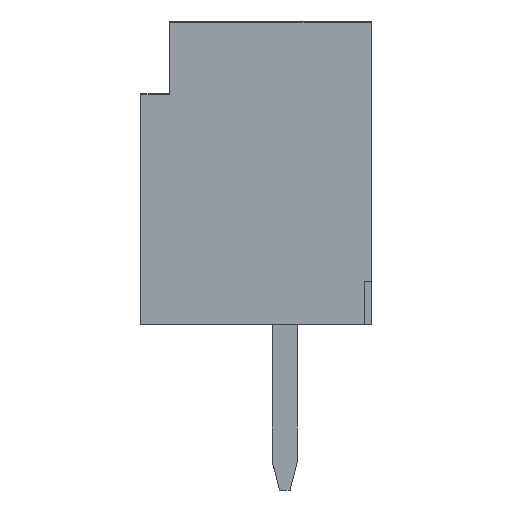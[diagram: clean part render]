
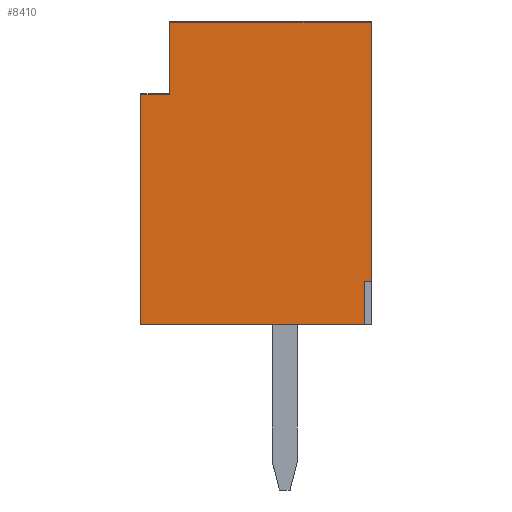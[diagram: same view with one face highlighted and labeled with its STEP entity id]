
A CAD part, left-side view. The second image highlights one B-rep face of the part: STEP entity #8410.
In plain terms, the highlighted face is planar.
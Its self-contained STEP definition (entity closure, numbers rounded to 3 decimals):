
#826=ORIENTED_EDGE('',*,*,#2092,.F.);
#827=ORIENTED_EDGE('',*,*,#2099,.T.);
#828=ORIENTED_EDGE('',*,*,#2372,.F.);
#829=ORIENTED_EDGE('',*,*,#2373,.F.);
#830=ORIENTED_EDGE('',*,*,#2355,.F.);
#831=ORIENTED_EDGE('',*,*,#2337,.T.);
#832=ORIENTED_EDGE('',*,*,#2374,.F.);
#833=ORIENTED_EDGE('',*,*,#2375,.F.);
#2092=EDGE_CURVE('',#2941,#2942,#3573,.T.);
#2099=EDGE_CURVE('',#2941,#2946,#3580,.T.);
#2337=EDGE_CURVE('',#3100,#3099,#3818,.T.);
#2355=EDGE_CURVE('',#3100,#3110,#3836,.T.);
#2372=EDGE_CURVE('',#3113,#2946,#3853,.T.);
#2373=EDGE_CURVE('',#3110,#3113,#3854,.T.);
#2374=EDGE_CURVE('',#3114,#3099,#3855,.T.);
#2375=EDGE_CURVE('',#2942,#3114,#3856,.T.);
#2941=VERTEX_POINT('',#10967);
#2942=VERTEX_POINT('',#10969);
#2946=VERTEX_POINT('',#10981);
#3099=VERTEX_POINT('',#11458);
#3100=VERTEX_POINT('',#11460);
#3110=VERTEX_POINT('',#11491);
#3113=VERTEX_POINT('',#11526);
#3114=VERTEX_POINT('',#11529);
#3573=LINE('',#10968,#4468);
#3580=LINE('',#10982,#4475);
#3818=LINE('',#11459,#4713);
#3836=LINE('',#11493,#4731);
#3853=LINE('',#11525,#4748);
#3854=LINE('',#11527,#4749);
#3855=LINE('',#11528,#4750);
#3856=LINE('',#11530,#4751);
#4468=VECTOR('',#9275,1000.);
#4475=VECTOR('',#9286,1000.);
#4713=VECTOR('',#9696,1000.);
#4731=VECTOR('',#9724,1000.);
#4748=VECTOR('',#9767,1000.);
#4749=VECTOR('',#9768,1000.);
#4750=VECTOR('',#9769,1000.);
#4751=VECTOR('',#9770,1000.);
#5260=EDGE_LOOP('',(#826,#827,#828,#829,#830,#831,#832,#833));
#5595=FACE_BOUND('',#5260,.T.);
#5920=PLANE('',#8728);
#8410=ADVANCED_FACE('',(#5595),#5920,.F.);
#8728=AXIS2_PLACEMENT_3D('',#11524,#9765,#9766);
#9275=DIRECTION('',(0.,0.,-1.));
#9286=DIRECTION('',(0.,1.,0.));
#9696=DIRECTION('',(0.,-1.,0.));
#9724=DIRECTION('',(0.,0.,1.));
#9765=DIRECTION('',(-1.,0.,0.));
#9766=DIRECTION('',(0.,0.,1.));
#9767=DIRECTION('',(0.,0.,-1.));
#9768=DIRECTION('',(0.,1.,0.));
#9769=DIRECTION('',(0.,0.,1.));
#9770=DIRECTION('',(0.,-1.,0.));
#10967=CARTESIAN_POINT('',(7.125,1.5,-1.5));
#10968=CARTESIAN_POINT('',(7.125,1.5,-1.5));
#10969=CARTESIAN_POINT('',(7.125,1.5,-2.1));
#10981=CARTESIAN_POINT('',(7.125,1.6,-1.5));
#10982=CARTESIAN_POINT('',(7.125,1.5,-1.5));
#11458=CARTESIAN_POINT('',(7.125,-1.6,1.1));
#11459=CARTESIAN_POINT('',(7.125,-1.2,1.1));
#11460=CARTESIAN_POINT('',(7.125,-1.2,1.1));
#11491=CARTESIAN_POINT('',(7.125,-1.2,2.1));
#11493=CARTESIAN_POINT('',(7.125,-1.2,1.1));
#11524=CARTESIAN_POINT('',(7.125,0.,0.));
#11525=CARTESIAN_POINT('',(7.125,1.6,2.1));
#11526=CARTESIAN_POINT('',(7.125,1.6,2.1));
#11527=CARTESIAN_POINT('',(7.125,-1.6,2.1));
#11528=CARTESIAN_POINT('',(7.125,-1.6,-2.1));
#11529=CARTESIAN_POINT('',(7.125,-1.6,-2.1));
#11530=CARTESIAN_POINT('',(7.125,1.6,-2.1));
